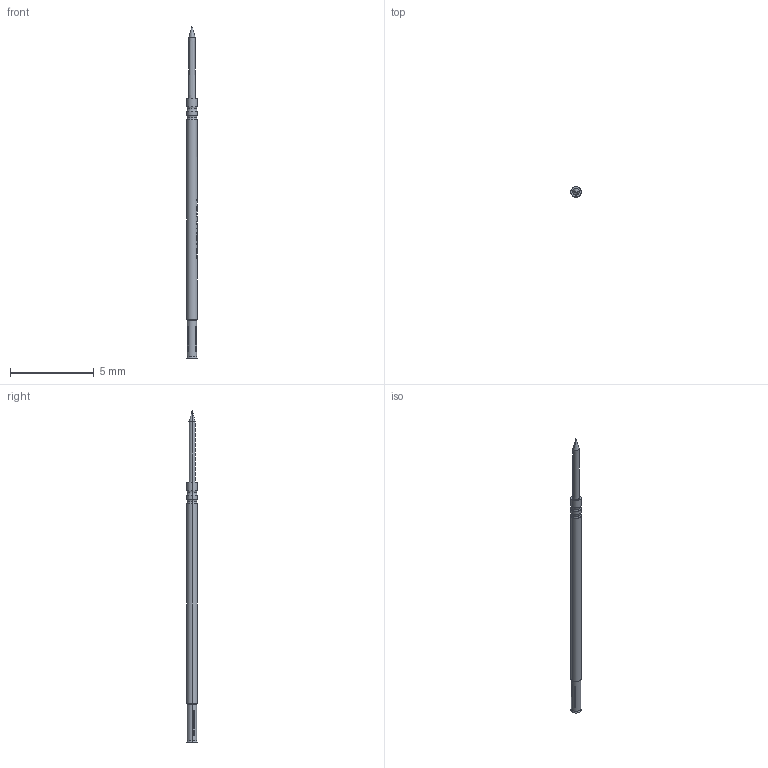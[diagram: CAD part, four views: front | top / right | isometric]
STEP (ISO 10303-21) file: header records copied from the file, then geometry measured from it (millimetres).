
FILE_DESCRIPTION (( 'STEP AP214' ), '1' );
FILE_NAME ('MOD-1030195-F03018E038M030.STEP', '2022-08-15T09:16:35', ( '' ), ( '' ), 'SwSTEP 2.0', 'SolidWorks 2020', '' );
FILE_SCHEMA (( 'AUTOMOTIVE_DESIGN' ));
Length unit declared in the file: millimetre
Products named in the file (1): MOD-1030195-F03018E038M030
Bounding box: 0.62 x 0.62 x 19.8 mm (x, y, z)
Volume: 4.9 mm3; surface area: 35.7 mm2
Topology: 1 solids, 1 shells, 185 faces, 511 edges, 333 vertices
Faces by surface type: plane 79, bspline 51, cylinder 39, torus 10, cone 6
Entity records: 9017 total; most frequent: CARTESIAN_POINT 4589, ORIENTED_EDGE 1018, DIRECTION 767, EDGE_CURVE 509, VERTEX_POINT 333, AXIS2_PLACEMENT_3D 261, LINE 245, VECTOR 245
